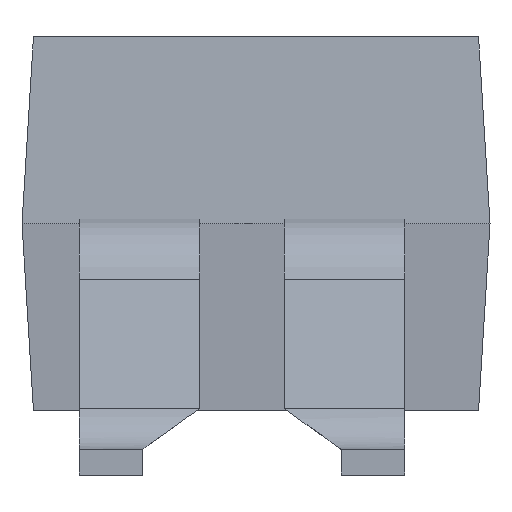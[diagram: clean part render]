
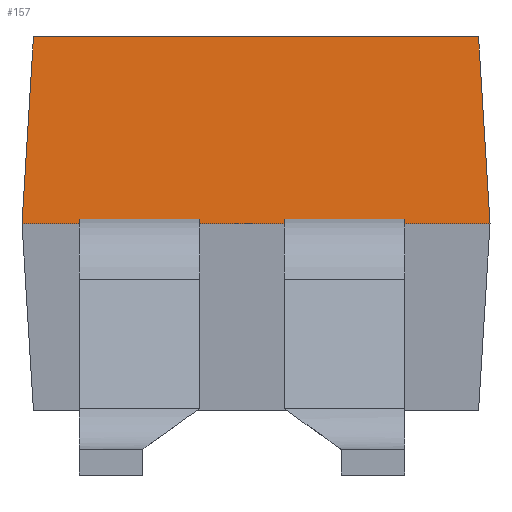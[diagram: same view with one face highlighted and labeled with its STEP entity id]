
A CAD part, front view. The second image highlights one B-rep face of the part: STEP entity #157.
In plain terms, the highlighted free-form (B-spline) face has degree [1, 1] with [2, 2] control points.
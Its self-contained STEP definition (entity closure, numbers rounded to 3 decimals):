
#70 = VERTEX_POINT('',#71);
#71 = CARTESIAN_POINT('',(2.4,-3.2,2.5));
#86 = VERTEX_POINT('',#87);
#87 = CARTESIAN_POINT('',(2.287,-3.095,4.345));
#92 = EDGE_CURVE('',#86,#70,#93,.T.);
#93 = B_SPLINE_CURVE_WITH_KNOTS('',1,(#94,#95),.UNSPECIFIED.,.F.,.F.,(2,
    2),(-1.859,0.),.PIECEWISE_BEZIER_KNOTS.);
#94 = CARTESIAN_POINT('',(2.287,-3.095,4.345));
#95 = CARTESIAN_POINT('',(2.4,-3.2,2.5));
#134 = VERTEX_POINT('',#135);
#135 = CARTESIAN_POINT('',(-2.22,-3.2,2.5));
#140 = EDGE_CURVE('',#141,#134,#143,.T.);
#141 = VERTEX_POINT('',#142);
#142 = CARTESIAN_POINT('',(-2.107,-3.095,4.345));
#143 = B_SPLINE_CURVE_WITH_KNOTS('',1,(#144,#145),.UNSPECIFIED.,.F.,.F.,
  (2,2),(-1.286,0.573),.PIECEWISE_BEZIER_KNOTS.);
#144 = CARTESIAN_POINT('',(-2.107,-3.095,4.345));
#145 = CARTESIAN_POINT('',(-2.22,-3.2,2.5));
#157 = ADVANCED_FACE('',(#158),#172,.T.);
#158 = FACE_BOUND('',#159,.T.);
#159 = EDGE_LOOP('',(#160,#165,#166,#171));
#160 = ORIENTED_EDGE('',*,*,#161,.T.);
#161 = EDGE_CURVE('',#134,#70,#162,.T.);
#162 = B_SPLINE_CURVE_WITH_KNOTS('',1,(#163,#164),.UNSPECIFIED.,.F.,.F.,
  (2,2),(-6.6,0.),.PIECEWISE_BEZIER_KNOTS.);
#163 = CARTESIAN_POINT('',(-2.22,-3.2,2.5));
#164 = CARTESIAN_POINT('',(2.4,-3.2,2.5));
#165 = ORIENTED_EDGE('',*,*,#92,.F.);
#166 = ORIENTED_EDGE('',*,*,#167,.F.);
#167 = EDGE_CURVE('',#141,#86,#168,.T.);
#168 = B_SPLINE_CURVE_WITH_KNOTS('',1,(#169,#170),.UNSPECIFIED.,.F.,.F.,
  (2,2),(-6.439,-0.161),.PIECEWISE_BEZIER_KNOTS.);
#169 = CARTESIAN_POINT('',(-2.107,-3.095,4.345));
#170 = CARTESIAN_POINT('',(2.287,-3.095,4.345));
#171 = ORIENTED_EDGE('',*,*,#140,.T.);
#172 = B_SPLINE_SURFACE_WITH_KNOTS('',1,1,(
    (#173,#174)
    ,(#175,#176
    )),.UNSPECIFIED.,.F.,.F.,.F.,(2,2),(2,2),(0.,
    1.852),(0.,6.6),.PIECEWISE_BEZIER_KNOTS.);
#173 = CARTESIAN_POINT('',(2.4,-3.2,2.5));
#174 = CARTESIAN_POINT('',(-2.22,-3.2,2.5));
#175 = CARTESIAN_POINT('',(2.4,-3.095,4.345));
#176 = CARTESIAN_POINT('',(-2.22,-3.095,4.345));
